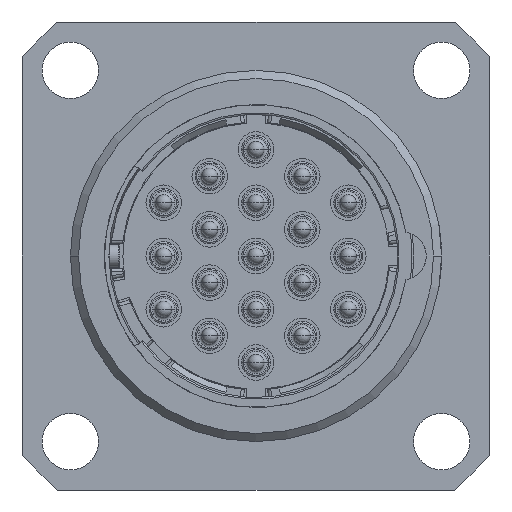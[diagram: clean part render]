
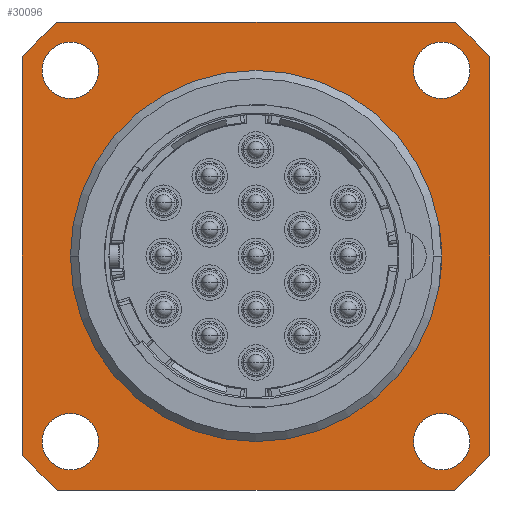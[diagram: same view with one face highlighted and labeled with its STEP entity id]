
A CAD part, left-side view. The second image highlights one B-rep face of the part: STEP entity #30096.
In plain terms, the highlighted planar face has unit normal (-1, 0, 0).
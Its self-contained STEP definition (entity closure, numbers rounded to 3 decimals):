
#5943=CARTESIAN_POINT('',(4.9,14.5,-14.5));
#5944=DIRECTION('',(-1.,0.,0.));
#5945=DIRECTION('',(0.,1.,0.));
#5946=AXIS2_PLACEMENT_3D('',#5943,#5944,#5945);
#5996=CARTESIAN_POINT('',(4.9,14.5,-14.5));
#5997=DIRECTION('',(-1.,0.,0.));
#5998=DIRECTION('',(0.,-1.,0.));
#5999=AXIS2_PLACEMENT_3D('',#5996,#5997,#5998);
#6375=DIRECTION('',(0.,0.,1.));
#6376=VECTOR('',#6375,24.556);
#6377=CARTESIAN_POINT('',(4.9,0.,-26.778));
#6378=LINE('1748',#6377,#6376);
#6379=CARTESIAN_POINT('',(4.9,14.5,-14.5));
#6380=DIRECTION('',(-1.,0.,0.));
#6381=DIRECTION('',(0.,-0.646,-0.763));
#6382=AXIS2_PLACEMENT_3D('',#6379,#6380,#6381);
#6384=DIRECTION('',(0.,-1.,0.));
#6385=VECTOR('',#6384,24.556);
#6386=CARTESIAN_POINT('',(4.9,26.778,-29.));
#6387=LINE('1750',#6386,#6385);
#6388=CARTESIAN_POINT('',(4.9,14.5,-14.5));
#6389=DIRECTION('',(-1.,0.,0.));
#6390=DIRECTION('',(0.,0.763,-0.646));
#6391=AXIS2_PLACEMENT_3D('',#6388,#6389,#6390);
#6393=DIRECTION('',(0.,0.,-1.));
#6394=VECTOR('',#6393,24.556);
#6395=CARTESIAN_POINT('',(4.9,29.,-2.222));
#6396=LINE('1752',#6395,#6394);
#6397=CARTESIAN_POINT('',(4.9,14.5,-14.5));
#6398=DIRECTION('',(-1.,0.,0.));
#6399=DIRECTION('',(0.,0.646,0.763));
#6400=AXIS2_PLACEMENT_3D('',#6397,#6398,#6399);
#6402=DIRECTION('',(0.,1.,0.));
#6403=VECTOR('',#6402,24.556);
#6404=CARTESIAN_POINT('',(4.9,2.222,0.));
#6405=LINE('1754',#6404,#6403);
#6406=CARTESIAN_POINT('',(4.9,14.5,-14.5));
#6407=DIRECTION('',(-1.,0.,0.));
#6408=DIRECTION('',(0.,-0.763,0.646));
#6409=AXIS2_PLACEMENT_3D('',#6406,#6407,#6408);
#6411=CARTESIAN_POINT('',(4.9,26.,-3.));
#6412=DIRECTION('',(-1.,0.,0.));
#6413=DIRECTION('',(0.,0.,-1.));
#6414=AXIS2_PLACEMENT_3D('',#6411,#6412,#6413);
#6416=CARTESIAN_POINT('',(4.9,26.,-3.));
#6417=DIRECTION('',(-1.,0.,0.));
#6418=DIRECTION('',(0.,0.,1.));
#6419=AXIS2_PLACEMENT_3D('',#6416,#6417,#6418);
#6421=CARTESIAN_POINT('',(4.9,26.,-26.));
#6422=DIRECTION('',(-1.,0.,0.));
#6423=DIRECTION('',(0.,0.,-1.));
#6424=AXIS2_PLACEMENT_3D('',#6421,#6422,#6423);
#6426=CARTESIAN_POINT('',(4.9,26.,-26.));
#6427=DIRECTION('',(-1.,0.,0.));
#6428=DIRECTION('',(0.,0.,1.));
#6429=AXIS2_PLACEMENT_3D('',#6426,#6427,#6428);
#6431=CARTESIAN_POINT('',(4.9,3.,-26.));
#6432=DIRECTION('',(-1.,0.,0.));
#6433=DIRECTION('',(0.,0.,-1.));
#6434=AXIS2_PLACEMENT_3D('',#6431,#6432,#6433);
#6436=CARTESIAN_POINT('',(4.9,3.,-26.));
#6437=DIRECTION('',(-1.,0.,0.));
#6438=DIRECTION('',(0.,0.,1.));
#6439=AXIS2_PLACEMENT_3D('',#6436,#6437,#6438);
#6441=CARTESIAN_POINT('',(4.9,3.,-3.));
#6442=DIRECTION('',(-1.,0.,0.));
#6443=DIRECTION('',(0.,0.,-1.));
#6444=AXIS2_PLACEMENT_3D('',#6441,#6442,#6443);
#6446=CARTESIAN_POINT('',(4.9,3.,-3.));
#6447=DIRECTION('',(-1.,0.,0.));
#6448=DIRECTION('',(0.,0.,1.));
#6449=AXIS2_PLACEMENT_3D('',#6446,#6447,#6448);
#14197=CARTESIAN_POINT('',(4.9,0.,-26.778));
#14198=CARTESIAN_POINT('',(4.9,0.,-2.222));
#14199=VERTEX_POINT('',#14197);
#14200=VERTEX_POINT('',#14198);
#14201=CARTESIAN_POINT('',(4.9,2.222,-29.));
#14202=VERTEX_POINT('',#14201);
#14203=CARTESIAN_POINT('',(4.9,26.778,-29.));
#14204=VERTEX_POINT('',#14203);
#14205=CARTESIAN_POINT('',(4.9,29.,-26.778));
#14206=VERTEX_POINT('',#14205);
#14207=CARTESIAN_POINT('',(4.9,29.,-2.222));
#14208=VERTEX_POINT('',#14207);
#14209=CARTESIAN_POINT('',(4.9,26.778,0.));
#14210=VERTEX_POINT('',#14209);
#14211=CARTESIAN_POINT('',(4.9,2.222,0.));
#14212=VERTEX_POINT('',#14211);
#14217=CARTESIAN_POINT('',(4.9,3.,-14.5));
#14218=CARTESIAN_POINT('',(4.9,26.,-14.5));
#14219=VERTEX_POINT('',#14217);
#14220=VERTEX_POINT('',#14218);
#14291=CARTESIAN_POINT('',(4.9,26.,-4.75));
#14292=CARTESIAN_POINT('',(4.9,26.,-1.25));
#14293=VERTEX_POINT('',#14291);
#14294=VERTEX_POINT('',#14292);
#14295=CARTESIAN_POINT('',(4.9,26.,-27.75));
#14296=CARTESIAN_POINT('',(4.9,26.,-24.25));
#14297=VERTEX_POINT('',#14295);
#14298=VERTEX_POINT('',#14296);
#14299=CARTESIAN_POINT('',(4.9,3.,-27.75));
#14300=CARTESIAN_POINT('',(4.9,3.,-24.25));
#14301=VERTEX_POINT('',#14299);
#14302=VERTEX_POINT('',#14300);
#14303=CARTESIAN_POINT('',(4.9,3.,-4.75));
#14304=CARTESIAN_POINT('',(4.9,3.,-1.25));
#14305=VERTEX_POINT('',#14303);
#14306=VERTEX_POINT('',#14304);
#30045=CARTESIAN_POINT('',(4.9,14.5,-14.5));
#30046=DIRECTION('',(1.,0.,0.));
#30047=DIRECTION('',(0.,0.,-1.));
#30048=AXIS2_PLACEMENT_3D('',#30045,#30046,#30047);
#30049=PLANE('268',#30048);
#30051=ORIENTED_EDGE('1748',*,*,#30050,.F.);
#30053=ORIENTED_EDGE('1749',*,*,#30052,.F.);
#30055=ORIENTED_EDGE('1750',*,*,#30054,.F.);
#30057=ORIENTED_EDGE('1751',*,*,#30056,.F.);
#30059=ORIENTED_EDGE('1752',*,*,#30058,.F.);
#30061=ORIENTED_EDGE('1753',*,*,#30060,.F.);
#30063=ORIENTED_EDGE('1754',*,*,#30062,.F.);
#30065=ORIENTED_EDGE('1755',*,*,#30064,.F.);
#30066=EDGE_LOOP('268',(#30051,#30053,#30055,#30057,#30059,#30061,#30063,
#30065));
#30067=FACE_OUTER_BOUND('268',#30066,.F.);
#30069=ORIENTED_EDGE('1822',*,*,#30068,.T.);
#30071=ORIENTED_EDGE('1823',*,*,#30070,.T.);
#30072=EDGE_LOOP('268',(#30069,#30071));
#30073=FACE_BOUND('268',#30072,.F.);
#30075=ORIENTED_EDGE('1824',*,*,#30074,.T.);
#30077=ORIENTED_EDGE('1825',*,*,#30076,.T.);
#30078=EDGE_LOOP('268',(#30075,#30077));
#30079=FACE_BOUND('268',#30078,.F.);
#30081=ORIENTED_EDGE('1826',*,*,#30080,.T.);
#30083=ORIENTED_EDGE('1827',*,*,#30082,.T.);
#30084=EDGE_LOOP('268',(#30081,#30083));
#30085=FACE_BOUND('268',#30084,.F.);
#30087=ORIENTED_EDGE('1828',*,*,#30086,.T.);
#30089=ORIENTED_EDGE('1829',*,*,#30088,.T.);
#30090=EDGE_LOOP('268',(#30087,#30089));
#30091=FACE_BOUND('268',#30090,.F.);
#30092=ORIENTED_EDGE('1765',*,*,#29529,.T.);
#30093=ORIENTED_EDGE('1767',*,*,#29489,.T.);
#30094=EDGE_LOOP('268',(#30092,#30093));
#30095=FACE_BOUND('268',#30094,.F.);
#5947=CIRCLE('1767',#5946,11.5);
#6000=CIRCLE('1765',#5999,11.5);
#6383=CIRCLE('1749',#6382,19.);
#6392=CIRCLE('1751',#6391,19.);
#6401=CIRCLE('1753',#6400,19.);
#6410=CIRCLE('1755',#6409,19.);
#6415=CIRCLE('1822',#6414,1.75);
#6420=CIRCLE('1823',#6419,1.75);
#6425=CIRCLE('1824',#6424,1.75);
#6430=CIRCLE('1825',#6429,1.75);
#6435=CIRCLE('1826',#6434,1.75);
#6440=CIRCLE('1827',#6439,1.75);
#6445=CIRCLE('1828',#6444,1.75);
#6450=CIRCLE('1829',#6449,1.75);
#29489=EDGE_CURVE('1767',#14220,#14219,#5947,.T.);
#29529=EDGE_CURVE('1765',#14219,#14220,#6000,.T.);
#30050=EDGE_CURVE('1748',#14199,#14200,#6378,.T.);
#30052=EDGE_CURVE('1749',#14202,#14199,#6383,.T.);
#30054=EDGE_CURVE('1750',#14204,#14202,#6387,.T.);
#30056=EDGE_CURVE('1751',#14206,#14204,#6392,.T.);
#30058=EDGE_CURVE('1752',#14208,#14206,#6396,.T.);
#30060=EDGE_CURVE('1753',#14210,#14208,#6401,.T.);
#30062=EDGE_CURVE('1754',#14212,#14210,#6405,.T.);
#30064=EDGE_CURVE('1755',#14200,#14212,#6410,.T.);
#30068=EDGE_CURVE('1822',#14293,#14294,#6415,.T.);
#30070=EDGE_CURVE('1823',#14294,#14293,#6420,.T.);
#30074=EDGE_CURVE('1824',#14297,#14298,#6425,.T.);
#30076=EDGE_CURVE('1825',#14298,#14297,#6430,.T.);
#30080=EDGE_CURVE('1826',#14301,#14302,#6435,.T.);
#30082=EDGE_CURVE('1827',#14302,#14301,#6440,.T.);
#30086=EDGE_CURVE('1828',#14305,#14306,#6445,.T.);
#30088=EDGE_CURVE('1829',#14306,#14305,#6450,.T.);
#30096=ADVANCED_FACE('268',(#30067,#30073,#30079,#30085,#30091,#30095),#30049,
.F.);
